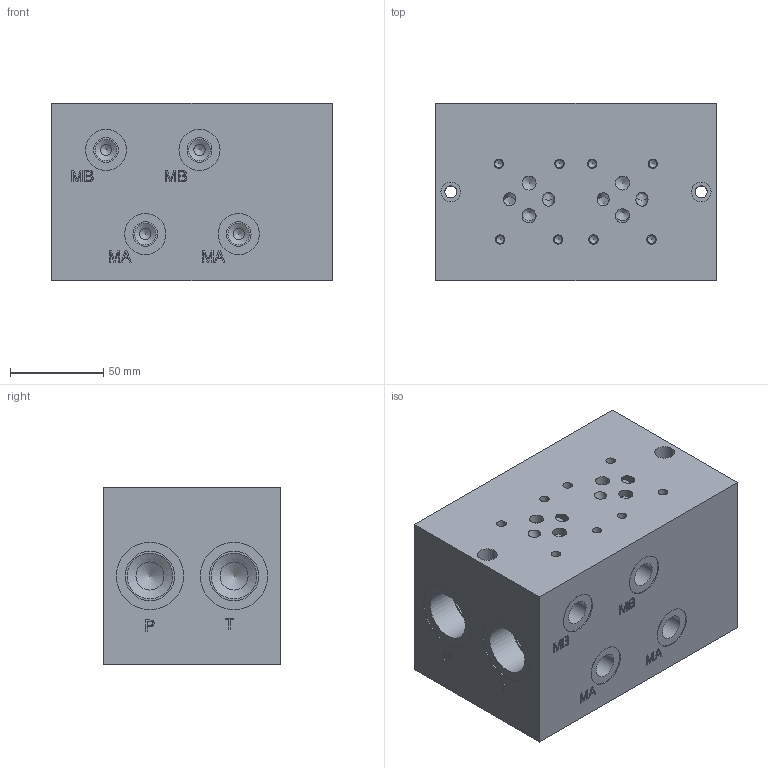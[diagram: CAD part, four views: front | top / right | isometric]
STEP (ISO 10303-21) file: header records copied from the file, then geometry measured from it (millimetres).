
FILE_DESCRIPTION(/* description */ (''),/* implementation_level */ '2;1');
FILE_NAME(/* name */ 'DM253_2YM_Shrink-wrap.stp',/* time_stamp */ '2016-02-20T08:37:17+01:00',/* author */ ('Ufftec3'),/* organization */ (''),/* preprocessor_version */ 'ST-DEVELOPER v16.1',/* originating_system */ 'Autodesk Inventor 2016',/* authorisation */ '');
FILE_SCHEMA (('AUTOMOTIVE_DESIGN { 1 0 10303 214 3 1 1 }'));
Length unit declared in the file: millimetre
Products named in the file (1): DM253_2YM_Shrink-wrap_Stp
Bounding box: 150 x 95 x 95 mm (x, y, z)
Volume: 1240549.8 mm3; surface area: 101154.2 mm2
Topology: 1 solids, 1 shells, 458 faces, 1145 edges, 757 vertices
Faces by surface type: plane 254, cylinder 88, bspline 70, cone 46
Full cylindrical faces by diameter (mm): 4.2 x8, 5 x8, 6 x4, 6.5 x6, 7.5 x8, 8.5 x4, 10 x4, 10.5 x2, 11.5 x4, 13.2 x5, 15 x3, 19 x4, 20.955 x4, 22 x5, 24.5 x3, 26.441 x4, 30 x4, 36 x4
Entity records: 12745 total; most frequent: CARTESIAN_POINT 3066, ORIENTED_EDGE 1898, DIRECTION 1749, EDGE_CURVE 949, VERTEX_POINT 688, EDGE_LOOP 659, LINE 619, VECTOR 619
